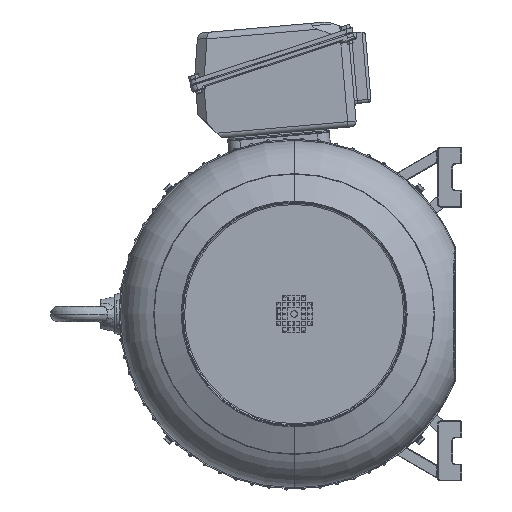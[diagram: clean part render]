
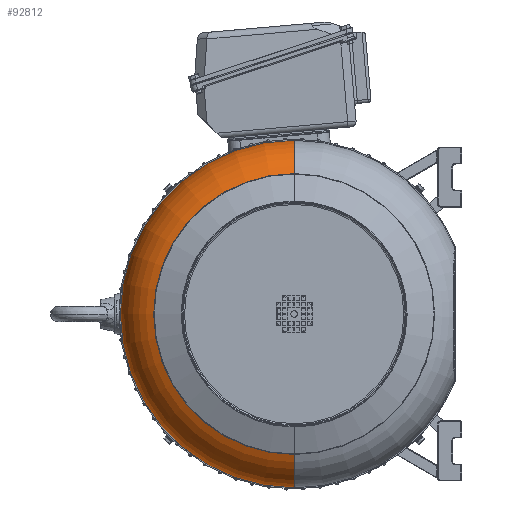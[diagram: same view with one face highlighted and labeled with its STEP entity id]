
A CAD part, left-side view. The second image highlights one B-rep face of the part: STEP entity #92812.
In plain terms, the highlighted toroidal (fillet/blend) face has major radius 200 mm and minor radius 90 mm.
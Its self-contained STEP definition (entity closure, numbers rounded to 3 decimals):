
#1470 = DIRECTION ( 'NONE',  ( 0., 1., 0. ) ) ;
#4807 = AXIS2_PLACEMENT_3D ( 'NONE', #83523, #1470, #100733 ) ;
#4871 = DIRECTION ( 'NONE',  ( 0., 0., 1. ) ) ;
#6621 = VERTEX_POINT ( 'NONE', #97828 ) ;
#11669 = ORIENTED_EDGE ( 'NONE', *, *, #17661, .F. ) ;
#17661 = EDGE_CURVE ( 'NONE', #6621, #140842, #81190, .T. ) ;
#17972 = CARTESIAN_POINT ( 'NONE',  ( -243.803, 0., 234.442 ) ) ;
#19367 = ORIENTED_EDGE ( 'NONE', *, *, #78244, .F. ) ;
#23798 = AXIS2_PLACEMENT_3D ( 'NONE', #32480, #86896, #4871 ) ;
#27500 = ORIENTED_EDGE ( 'NONE', *, *, #73107, .T. ) ;
#28000 = AXIS2_PLACEMENT_3D ( 'NONE', #104016, #49080, #171078 ) ;
#32480 = CARTESIAN_POINT ( 'NONE',  ( -160.654, 0., 0. ) ) ;
#35708 = AXIS2_PLACEMENT_3D ( 'NONE', #161125, #146812, #49982 ) ;
#47608 = CIRCLE ( 'NONE', #28000, 234.442 ) ;
#49053 = DIRECTION ( 'NONE',  ( -1., 0., 0. ) ) ;
#49080 = DIRECTION ( 'NONE',  ( -1., 0., 0. ) ) ;
#49982 = DIRECTION ( 'NONE',  ( 0., 0., -1. ) ) ;
#61651 = CARTESIAN_POINT ( 'NONE',  ( -165., 0., 0. ) ) ;
#72386 = CIRCLE ( 'NONE', #4807, 90. ) ;
#73107 = EDGE_CURVE ( 'NONE', #6621, #90746, #91008, .T. ) ;
#78244 = EDGE_CURVE ( 'NONE', #140842, #121194, #47608, .T. ) ;
#80340 = TOROIDAL_SURFACE ( 'NONE', #23798, 200., 90. ) ;
#81190 = CIRCLE ( 'NONE', #35708, 90. ) ;
#83523 = CARTESIAN_POINT ( 'NONE',  ( -160.654, 0., -200. ) ) ;
#86896 = DIRECTION ( 'NONE',  ( -1., 0., 0. ) ) ;
#90746 = VERTEX_POINT ( 'NONE', #153565 ) ;
#91008 = CIRCLE ( 'NONE', #150056, 289.895 ) ;
#92812 = ADVANCED_FACE ( 'NONE', ( #140184 ), #80340, .T. ) ;
#97828 = CARTESIAN_POINT ( 'NONE',  ( -165., 0., 289.895 ) ) ;
#100733 = DIRECTION ( 'NONE',  ( 0., 0., 1. ) ) ;
#102224 = DIRECTION ( 'NONE',  ( 0., 0., 1. ) ) ;
#104016 = CARTESIAN_POINT ( 'NONE',  ( -243.803, 0., 0. ) ) ;
#109433 = EDGE_LOOP ( 'NONE', ( #27500, #110595, #19367, #11669 ) ) ;
#110595 = ORIENTED_EDGE ( 'NONE', *, *, #158565, .T. ) ;
#121194 = VERTEX_POINT ( 'NONE', #141914 ) ;
#140184 = FACE_OUTER_BOUND ( 'NONE', #109433, .T. ) ;
#140842 = VERTEX_POINT ( 'NONE', #17972 ) ;
#141914 = CARTESIAN_POINT ( 'NONE',  ( -243.803, 0., -234.442 ) ) ;
#146812 = DIRECTION ( 'NONE',  ( 0., -1., 0. ) ) ;
#150056 = AXIS2_PLACEMENT_3D ( 'NONE', #61651, #49053, #102224 ) ;
#153565 = CARTESIAN_POINT ( 'NONE',  ( -165., 0., -289.895 ) ) ;
#158565 = EDGE_CURVE ( 'NONE', #90746, #121194, #72386, .T. ) ;
#161125 = CARTESIAN_POINT ( 'NONE',  ( -160.654, 0., 200. ) ) ;
#171078 = DIRECTION ( 'NONE',  ( 0., 0., 1. ) ) ;
